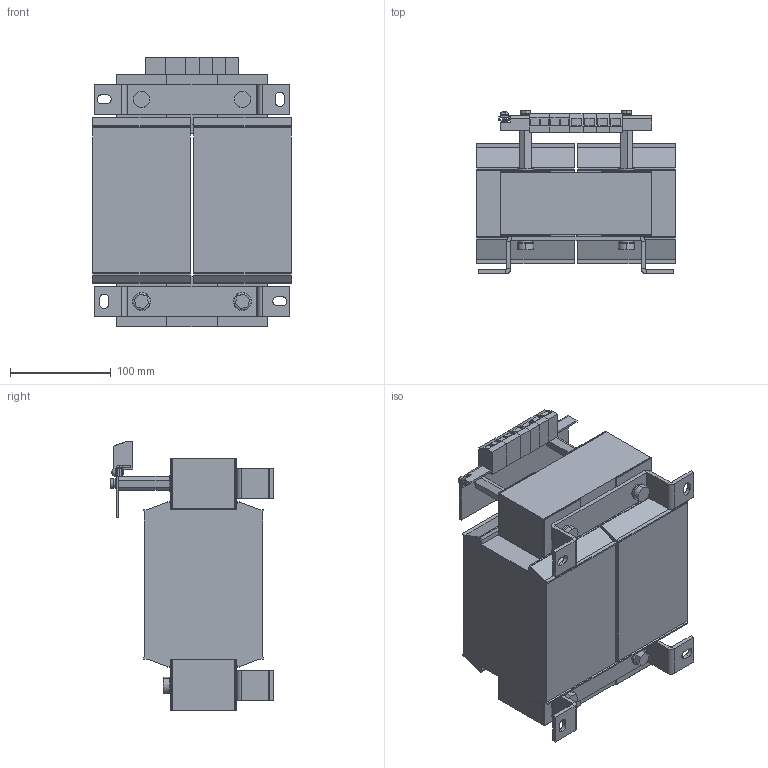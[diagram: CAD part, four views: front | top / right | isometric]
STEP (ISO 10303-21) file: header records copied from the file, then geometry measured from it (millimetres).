
FILE_DESCRIPTION (( 'STEP AP214' ), '1' );
FILE_NAME ('267870.STEP', '2020-07-21T04:42:41', ( '' ), ( '' ), 'SwSTEP 2.0', 'SolidWorks 2018', '' );
FILE_SCHEMA (( 'AUTOMOTIVE_DESIGN' ));
Length unit declared in the file: millimetre
Products named in the file (1): 267870
Bounding box: 196.5 x 161.9 x 266.55 mm (x, y, z)
Volume: 4534667.6 mm3; surface area: 310302 mm2
Topology: 1 solids, 1 shells, 576 faces, 1421 edges, 883 vertices
Faces by surface type: plane 458, cylinder 102, cone 8, torus 6, bspline 2
Entity records: 16861 total; most frequent: CARTESIAN_POINT 3119, ORIENTED_EDGE 2838, DIRECTION 2771, EDGE_CURVE 1419, VECTOR 1137, LINE 1137, VERTEX_POINT 883, AXIS2_PLACEMENT_3D 817
